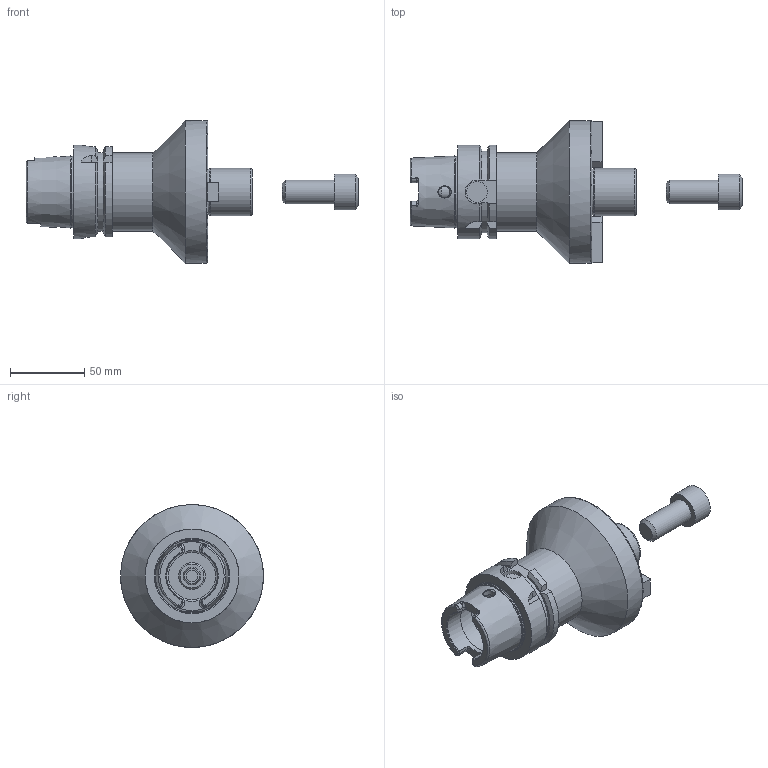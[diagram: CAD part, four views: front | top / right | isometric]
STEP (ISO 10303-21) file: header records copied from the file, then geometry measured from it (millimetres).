
FILE_DESCRIPTION((''),'2;1');
FILE_NAME('535015731090-3D.stp','2020-04-30T09:56:55',('nttooll'),(''),'Autodesk Inventor 2012','Autodesk Inventor 2012','');
FILE_SCHEMA(('AUTOMOTIVE_DESIGN { 1 0 10303 214 1 1 1 1 }'));
Length unit declared in the file: millimetre
Products named in the file (1): 535015731090-3D
Bounding box: 223 x 96 x 96 mm (x, y, z)
Volume: 374859.8 mm3; surface area: 59374.5 mm2
Topology: 2 solids, 2 shells, 179 faces, 444 edges, 279 vertices
Faces by surface type: plane 73, cylinder 49, cone 40, torus 17
Full cylindrical faces by diameter (mm): 3.5 x3, 5.3 x3, 7.5 x2, 8 x1, 11.3 x1, 12 x1, 14 x1, 14.5 x1, 16 x2, 16.166 x1, 16.5 x1, 18 x1, 24 x1, 31.35 x1, 31.75 x1, 34 x1, 34.5 x1, 40 x1, 48 x1, 52.5 x1, 63 x1, 96 x1
Entity records: 5517 total; most frequent: CARTESIAN_POINT 1578, DIRECTION 808, ORIENTED_EDGE 754, EDGE_CURVE 377, AXIS2_PLACEMENT_3D 332, VERTEX_POINT 265, EDGE_LOOP 254, FACE_OUTER_BOUND 179
